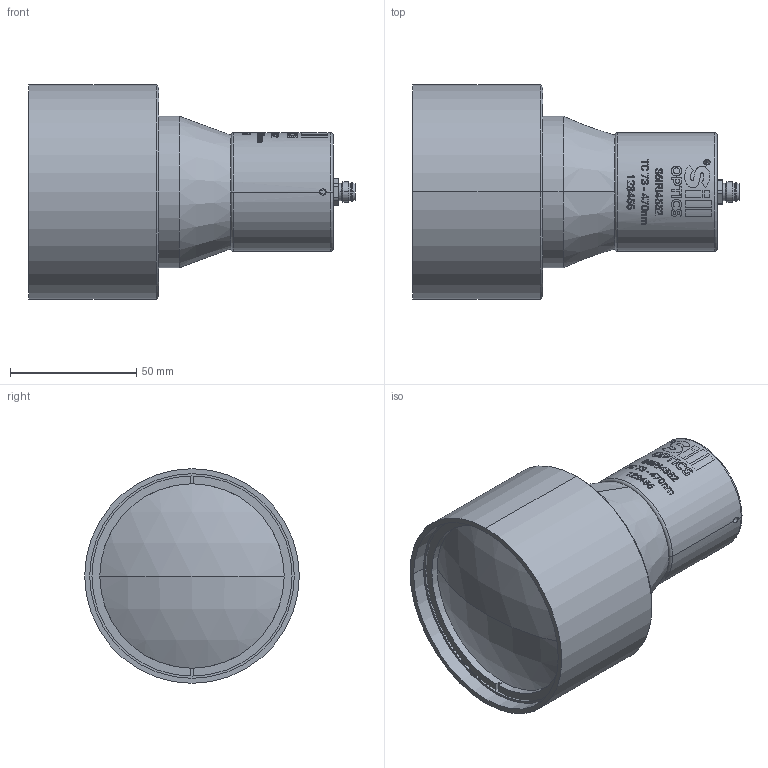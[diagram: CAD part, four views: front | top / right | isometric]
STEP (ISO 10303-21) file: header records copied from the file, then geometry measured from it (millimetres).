
FILE_DESCRIPTION (( 'STEP AP203' ), '1' );
FILE_NAME ('S6IRI455X.STEP', '2021-12-14T14:50:48', ( '' ), ( '' ), 'SwSTEP 2.0', 'SolidWorks 2021', '' );
FILE_SCHEMA (( 'CONFIG_CONTROL_DESIGN' ));
Length unit declared in the file: millimetre
Products named in the file (21): 590505; S6IRI455X; 590503_ohne LED; 124005; DIN 913 - M3 x 6-N_DIN 913 - M3 x 6-N; 590504; DIN 913 - M3 x 3-N_DIN 913 - M3 x 3-N; 124006; 124007; DIN 912 M2 x 5 --- 5N_DIN 912 M2 x 5 --- 5N; S5LED0071; S6LMP1500; S6LDX1500; 595802_S6IRI455X; 352306; 124001; S6LDK1500; DIN 913 - M3 x 4-N_DIN 913 - M3 x 4-N; 590502_ohne LED; 128009; 590501
Assembly tree (30 placements, depth 3):
  S6IRI455X
    124001
      S6LDX1500
      S6LMP1500
      S6LDK1500
      124005
      124006
      124007
      DIN 913 - M3 x 3-N_DIN 913 - M3 x 3-N  x3
    128009
    590501
      S5LED0071
      590502_ohne LED
      590503_ohne LED
      590504
      590505
      352306
      DIN 912 M2 x 5 --- 5N_DIN 912 M2 x 5 --- 5N  x5
      DIN 913 - M3 x 4-N_DIN 913 - M3 x 4-N  x3
    595802_S6IRI455X
    DIN 913 - M3 x 6-N_DIN 913 - M3 x 6-N  x3
Bounding box: 129.3 x 85 x 85 mm (x, y, z)
Volume: 300310.6 mm3; surface area: 110858.1 mm2
Topology: 27 solids, 73 shells, 1501 faces, 4074 edges, 2783 vertices
Faces by surface type: plane 533, bspline 458, cylinder 339, cone 117, torus 42, sphere 12
Entity records: 51167 total; most frequent: CARTESIAN_POINT 17795, ORIENTED_EDGE 7196, DIRECTION 4979, EDGE_CURVE 3628, VERTEX_POINT 2531, VECTOR 1671, LINE 1671, AXIS2_PLACEMENT_3D 1654
